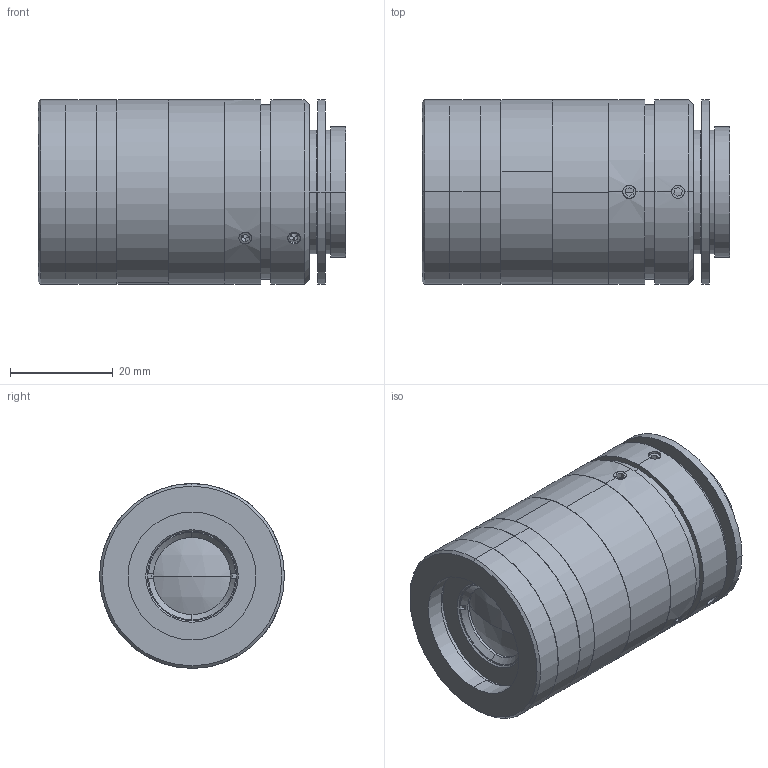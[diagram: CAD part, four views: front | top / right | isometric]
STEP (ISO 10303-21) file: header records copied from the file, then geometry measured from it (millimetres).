
FILE_DESCRIPTION (( 'STEP AP203' ), '1' );
FILE_NAME ('XF-MH045X107-1.1C.STEP', '2024-08-05T06:01:25', ( '' ), ( '' ), 'SwSTEP 2.0', 'SolidWorks 2022', '' );
FILE_SCHEMA (( 'CONFIG_CONTROL_DESIGN' ));
Length unit declared in the file: millimetre
Products named in the file (1): XF-MH045X107-1.1C
Bounding box: 59.99 x 36 x 36 mm (x, y, z)
Surface area: 12475.2 mm2 (no closed solid volume)
Topology: 0 solids, 18 shells, 142 faces, 402 edges, 265 vertices
Faces by surface type: plane 74, cylinder 48, cone 18, sphere 2
Entity records: 5013 total; most frequent: CARTESIAN_POINT 1270, DIRECTION 810, ORIENTED_EDGE 649, EDGE_CURVE 394, AXIS2_PLACEMENT_3D 301, VERTEX_POINT 265, VECTOR 208, LINE 208
